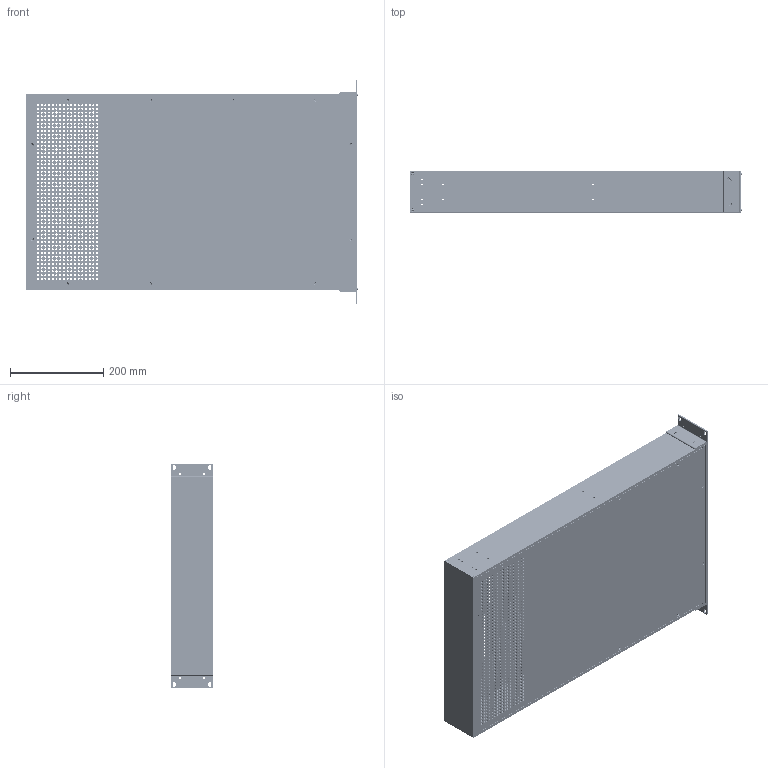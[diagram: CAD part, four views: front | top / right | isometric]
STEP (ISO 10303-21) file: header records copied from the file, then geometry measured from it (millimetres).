
FILE_DESCRIPTION (( 'STEP AP214' ), '1' );
FILE_NAME ('RM2U1928VBK.STEP', '2021-09-11T09:43:56', ( '' ), ( '' ), 'SwSTEP 2.0', 'SolidWorks 2021', '' );
FILE_SCHEMA (( 'AUTOMOTIVE_DESIGN' ));
Length unit declared in the file: inch
Products named in the file (1): RM2U1928VBK
Bounding box: 712.87 x 88.15 x 482.61 mm (x, y, z)
Volume: 1831238.8 mm3; surface area: 1722930.6 mm2
Topology: 68 solids, 68 shells, 4268 faces, 11440 edges, 7252 vertices
Faces by surface type: cylinder 2260, plane 1076, bspline 480, cone 356, torus 96
Full cylindrical faces by diameter (mm): 2.845 x24, 3.505 x8, 3.962 x8, 3.988 x4, 4 x32, 4.039 x12, 4.064 x24, 4.2 x16, 4.3 x8, 4.496 x1632, 4.826 x4, 5 x4, 5.08 x24, 6.045 x8, 9.144 x4
Entity records: 198933 total; most frequent: CARTESIAN_POINT 37113, DIRECTION 21678, ORIENTED_EDGE 18384, EDGE_LOOP 9788, AXIS2_PLACEMENT_3D 9513, EDGE_CURVE 9192, VERTEX_POINT 7044, FACE_OUTER_BOUND 6080
